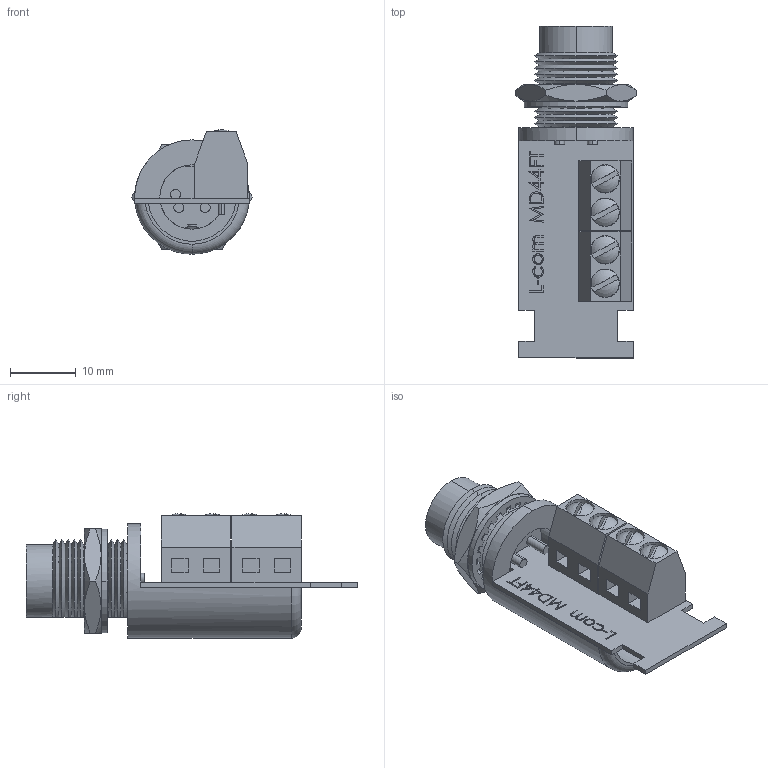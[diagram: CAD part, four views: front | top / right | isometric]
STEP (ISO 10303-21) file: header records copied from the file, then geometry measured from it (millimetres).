
FILE_DESCRIPTION (( 'STEP AP203' ), '1' );
FILE_NAME ('MD44FT.STEP', '2006-06-23T19:41:09', ( 'lcom' ), ( 'lcom' ), 'SwSTEP 2.0', 'SolidWorks 2006004', '' );
FILE_SCHEMA (( 'CONFIG_CONTROL_DESIGN' ));
Length unit declared in the file: inch
Products named in the file (8): MD44FT-MA3; MD44FT-MA2; MD44FT-MA1; MD44FT; MD44FT-MA4; 3AA03-005; 3AA02-008; 3AA01-008_3AA01-008-125
Assembly tree (11 placements, depth 2):
  MD44FT
    MD44FT-MA1
    3AA01-008_3AA01-008-125  x4
    3AA03-005
    MD44FT-MA3
    3AA02-008
    MD44FT-MA2  x2
    MD44FT-MA4
Bounding box: 18.33 x 50.5 x 18.93 mm (x, y, z)
Volume: 4851.1 mm3; surface area: 8111.3 mm2
Topology: 11 solids, 11 shells, 562 faces, 1456 edges, 963 vertices
Faces by surface type: plane 318, cylinder 119, bspline 59, cone 56, sphere 8, torus 2
Entity records: 21546 total; most frequent: CARTESIAN_POINT 8573, ORIENTED_EDGE 2612, DIRECTION 2276, EDGE_CURVE 1306, VERTEX_POINT 865, LINE 840, VECTOR 840, AXIS2_PLACEMENT_3D 718
